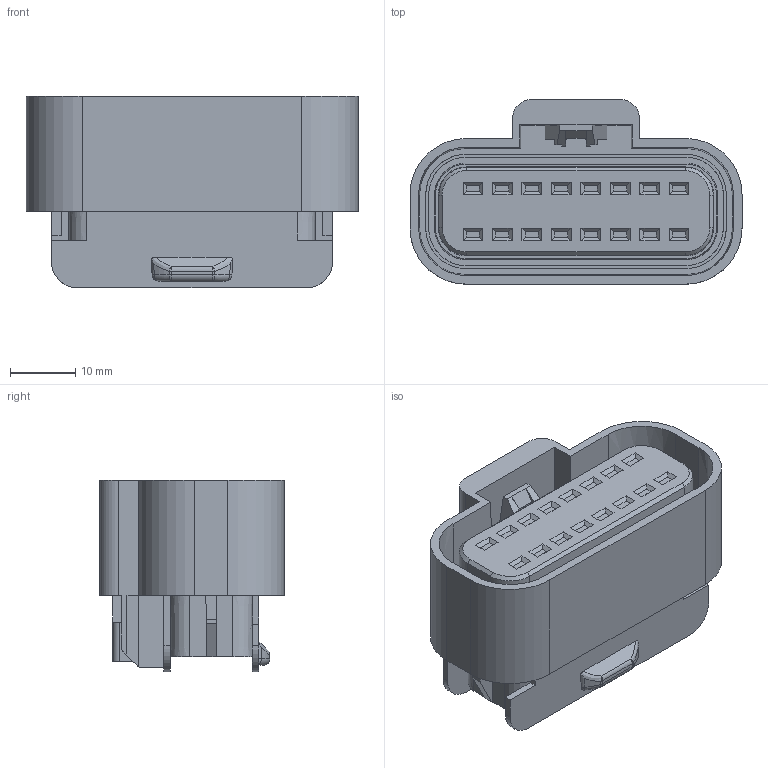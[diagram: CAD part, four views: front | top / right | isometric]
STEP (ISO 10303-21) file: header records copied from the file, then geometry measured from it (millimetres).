
FILE_DESCRIPTION(/* description */ (''),/* implementation_level */ '2;1');
FILE_NAME(/* name */ '15326863-ENV10_01-CONN.stp',/* time_stamp */ '2024-01-25T11:22:27+08:00',/* author */ (''),/* organization */ (''),/* preprocessor_version */ 'ST-DEVELOPER v16',/* originating_system */ 'SIEMENS PLM Software NX 11.0',/* authorisation */ '');
FILE_SCHEMA (('AUTOMOTIVE_DESIGN { 1 0 10303 214 3 1 1 1 }'));
Length unit declared in the file: millimetre
Products named in the file (1): 15326863-ENV10_01-CONN
Bounding box: 50.7 x 28.18 x 29.3 mm (x, y, z)
Volume: 21164 mm3; surface area: 11108.4 mm2
Topology: 1 solids, 1 shells, 330 faces, 878 edges, 571 vertices
Faces by surface type: plane 248, bspline 38, cylinder 22, cone 14, sphere 6, torus 2
Entity records: 10775 total; most frequent: CARTESIAN_POINT 2838, ORIENTED_EDGE 1748, DIRECTION 1450, EDGE_CURVE 874, LINE 688, VECTOR 688, VERTEX_POINT 571, AXIS2_PLACEMENT_3D 381
